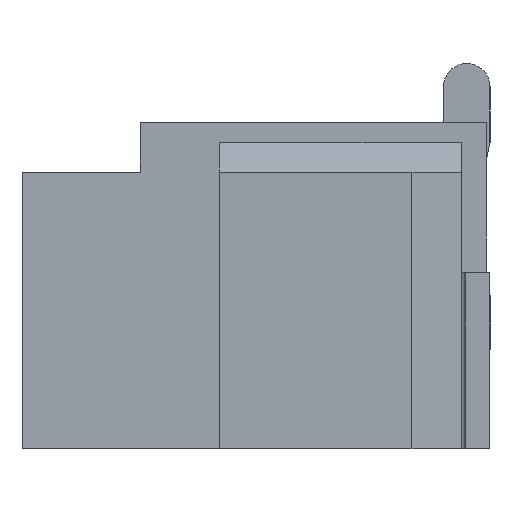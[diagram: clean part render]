
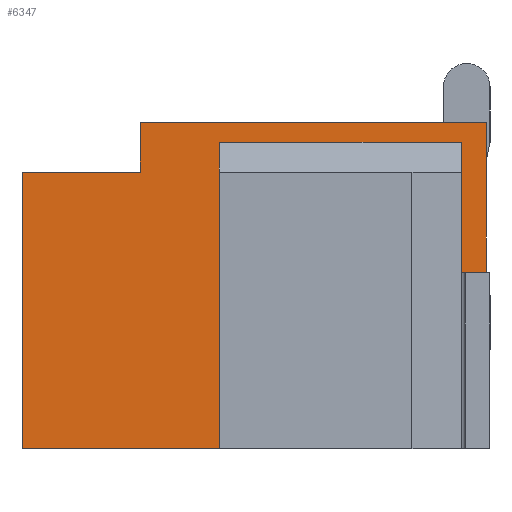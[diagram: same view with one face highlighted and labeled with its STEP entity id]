
A CAD part, left-side view. The second image highlights one B-rep face of the part: STEP entity #6347.
In plain terms, the highlighted planar face has unit normal (-1, 0, 0).
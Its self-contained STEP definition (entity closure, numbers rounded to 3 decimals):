
#33=DIRECTION('',(0.,0.,1.));
#34=VECTOR('',#33,2.8);
#35=CARTESIAN_POINT('',(-9.625,4.7,-1.65));
#36=LINE('',#35,#34);
#903=DIRECTION('',(0.,0.,1.));
#904=VECTOR('',#903,3.3);
#905=CARTESIAN_POINT('',(-9.625,0.,-1.65));
#906=LINE('',#905,#904);
#951=DIRECTION('',(0.,1.,0.));
#952=VECTOR('',#951,3.5);
#953=CARTESIAN_POINT('',(-9.625,0.,1.65));
#954=LINE('',#953,#952);
#1755=DIRECTION('',(0.,1.,0.));
#1756=VECTOR('',#1755,2.45);
#1757=CARTESIAN_POINT('',(-9.625,0.25,1.45));
#1758=LINE('',#1757,#1756);
#1759=DIRECTION('',(0.,0.,-1.));
#1760=VECTOR('',#1759,1.78);
#1761=CARTESIAN_POINT('',(-9.625,2.4,0.13));
#1762=LINE('',#1761,#1760);
#1763=DIRECTION('',(0.,1.,0.));
#1764=VECTOR('',#1763,2.3);
#1765=CARTESIAN_POINT('',(-9.625,2.4,-1.65));
#1766=LINE('',#1765,#1764);
#1767=DIRECTION('',(0.,-1.,0.));
#1768=VECTOR('',#1767,1.2);
#1769=CARTESIAN_POINT('',(-9.625,4.7,1.15));
#1770=LINE('',#1769,#1768);
#1771=DIRECTION('',(0.,0.,-1.));
#1772=VECTOR('',#1771,0.5);
#1773=CARTESIAN_POINT('',(-9.625,3.5,1.65));
#1774=LINE('',#1773,#1772);
#1775=DIRECTION('',(0.,1.,0.));
#1776=VECTOR('',#1775,0.26);
#1777=CARTESIAN_POINT('',(-9.625,0.,-1.65));
#1778=LINE('',#1777,#1776);
#1779=DIRECTION('',(0.,0.,-1.));
#1780=VECTOR('',#1779,1.78);
#1781=CARTESIAN_POINT('',(-9.625,0.26,0.13));
#1782=LINE('',#1781,#1780);
#1783=DIRECTION('',(0.,1.,0.));
#1784=VECTOR('',#1783,2.14);
#1785=CARTESIAN_POINT('',(-9.625,0.26,0.13));
#1786=LINE('',#1785,#1784);
#1795=DIRECTION('',(0.,0.,1.));
#1796=VECTOR('',#1795,1.3);
#1797=CARTESIAN_POINT('',(-9.625,2.7,0.15));
#1798=LINE('',#1797,#1796);
#1973=DIRECTION('',(0.,0.,-1.));
#1974=VECTOR('',#1973,1.3);
#1975=CARTESIAN_POINT('',(-9.625,0.25,1.45));
#1976=LINE('',#1975,#1974);
#2017=DIRECTION('',(0.,-1.,0.));
#2018=VECTOR('',#2017,2.45);
#2019=CARTESIAN_POINT('',(-9.625,2.7,0.15));
#2020=LINE('',#2019,#2018);
#3397=CARTESIAN_POINT('',(-9.625,0.,-1.65));
#3398=CARTESIAN_POINT('',(-9.625,0.,1.65));
#3399=VERTEX_POINT('',#3397);
#3400=VERTEX_POINT('',#3398);
#3437=CARTESIAN_POINT('',(-9.625,4.7,1.15));
#3438=CARTESIAN_POINT('',(-9.625,3.5,1.15));
#3439=VERTEX_POINT('',#3437);
#3440=VERTEX_POINT('',#3438);
#3441=CARTESIAN_POINT('',(-9.625,3.5,1.65));
#3442=VERTEX_POINT('',#3441);
#3469=CARTESIAN_POINT('',(-9.625,4.7,-1.65));
#3470=VERTEX_POINT('',#3469);
#4095=CARTESIAN_POINT('',(-9.625,0.25,1.45));
#4096=CARTESIAN_POINT('',(-9.625,2.7,1.45));
#4097=VERTEX_POINT('',#4095);
#4098=VERTEX_POINT('',#4096);
#4107=CARTESIAN_POINT('',(-9.625,0.25,0.15));
#4108=VERTEX_POINT('',#4107);
#4109=CARTESIAN_POINT('',(-9.625,2.7,0.15));
#4110=VERTEX_POINT('',#4109);
#4147=CARTESIAN_POINT('',(-9.625,2.4,0.13));
#4148=CARTESIAN_POINT('',(-9.625,2.4,-1.65));
#4149=VERTEX_POINT('',#4147);
#4150=VERTEX_POINT('',#4148);
#4151=CARTESIAN_POINT('',(-9.625,0.26,0.13));
#4152=CARTESIAN_POINT('',(-9.625,0.26,-1.65));
#4153=VERTEX_POINT('',#4151);
#4154=VERTEX_POINT('',#4152);
#6317=CARTESIAN_POINT('',(-9.625,0.,-1.65));
#6318=DIRECTION('',(-1.,0.,0.));
#6319=DIRECTION('',(0.,0.,1.));
#6320=AXIS2_PLACEMENT_3D('',#6317,#6318,#6319);
#6321=PLANE('',#6320);
#6323=ORIENTED_EDGE('',*,*,#6322,.T.);
#6324=ORIENTED_EDGE('',*,*,#4906,.T.);
#6325=ORIENTED_EDGE('',*,*,#4539,.T.);
#6326=ORIENTED_EDGE('',*,*,#6037,.T.);
#6327=ORIENTED_EDGE('',*,*,#6307,.F.);
#6328=ORIENTED_EDGE('',*,*,#5463,.F.);
#6329=ORIENTED_EDGE('',*,*,#5413,.F.);
#6330=ORIENTED_EDGE('',*,*,#4887,.T.);
#6332=ORIENTED_EDGE('',*,*,#6331,.F.);
#6334=ORIENTED_EDGE('',*,*,#6333,.T.);
#6335=EDGE_LOOP('',(#6323,#6324,#6325,#6326,#6327,#6328,#6329,#6330,#6332,
#6334));
#6336=FACE_OUTER_BOUND('',#6335,.F.);
#6338=ORIENTED_EDGE('',*,*,#6337,.F.);
#6340=ORIENTED_EDGE('',*,*,#6339,.T.);
#6342=ORIENTED_EDGE('',*,*,#6341,.F.);
#6344=ORIENTED_EDGE('',*,*,#6343,.T.);
#6345=EDGE_LOOP('',(#6338,#6340,#6342,#6344));
#6346=FACE_BOUND('',#6345,.F.);
#4539=EDGE_CURVE('',#3470,#3439,#36,.T.);
#4887=EDGE_CURVE('',#3399,#4154,#1778,.T.);
#4906=EDGE_CURVE('',#4150,#3470,#1766,.T.);
#5413=EDGE_CURVE('',#3399,#3400,#906,.T.);
#5463=EDGE_CURVE('',#3400,#3442,#954,.T.);
#6037=EDGE_CURVE('',#3439,#3440,#1770,.T.);
#6307=EDGE_CURVE('',#3442,#3440,#1774,.T.);
#6322=EDGE_CURVE('',#4149,#4150,#1762,.T.);
#6331=EDGE_CURVE('',#4153,#4154,#1782,.T.);
#6333=EDGE_CURVE('',#4153,#4149,#1786,.T.);
#6337=EDGE_CURVE('',#4110,#4098,#1798,.T.);
#6339=EDGE_CURVE('',#4110,#4108,#2020,.T.);
#6341=EDGE_CURVE('',#4097,#4108,#1976,.T.);
#6343=EDGE_CURVE('',#4097,#4098,#1758,.T.);
#6347=ADVANCED_FACE('',(#6336,#6346),#6321,.T.);
